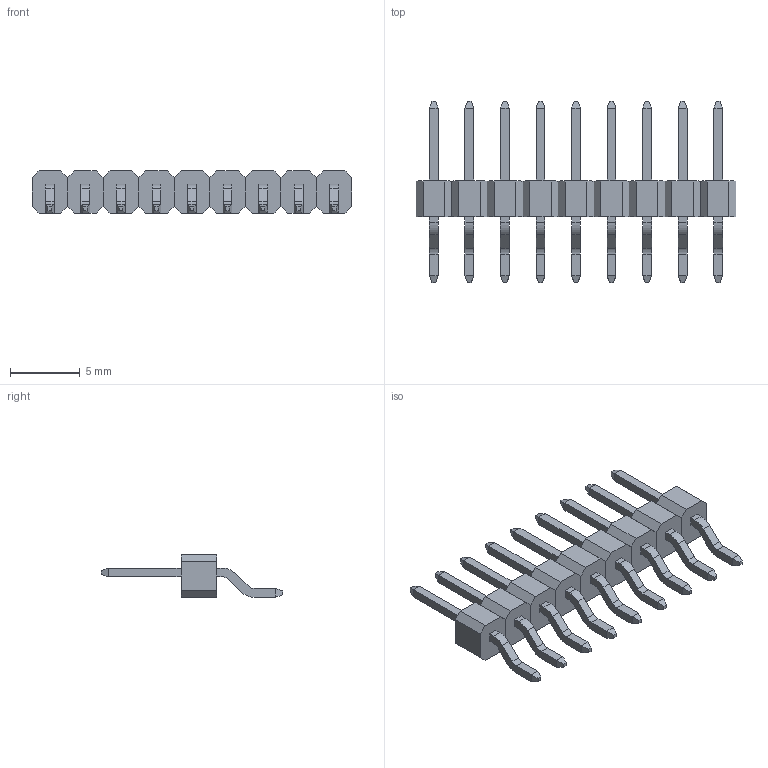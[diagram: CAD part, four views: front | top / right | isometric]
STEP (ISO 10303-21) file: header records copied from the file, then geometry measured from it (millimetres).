
FILE_DESCRIPTION (( 'STEP AP214' ), '1' );
FILE_NAME ('TSM-109-01-L-SH.STEP', '2021-04-28T09:09:52', ( '' ), ( '' ), 'SwSTEP 2.0', 'SolidWorks 2018', '' );
FILE_SCHEMA (( 'AUTOMOTIVE_DESIGN' ));
Length unit declared in the file: millimetre
Products named in the file (1): TSM-109-01-L-SH
Bounding box: 22.86 x 12.95 x 3.05 mm (x, y, z)
Volume: 203.5 mm3; surface area: 597.4 mm2
Topology: 9 solids, 9 shells, 324 faces, 792 edges, 504 vertices
Faces by surface type: plane 288, cylinder 36
Entity records: 12962 total; most frequent: CARTESIAN_POINT 1621, ORIENTED_EDGE 1584, DIRECTION 1514, EDGE_CURVE 792, LINE 720, VECTOR 720, VERTEX_POINT 504, AXIS2_PLACEMENT_3D 397
